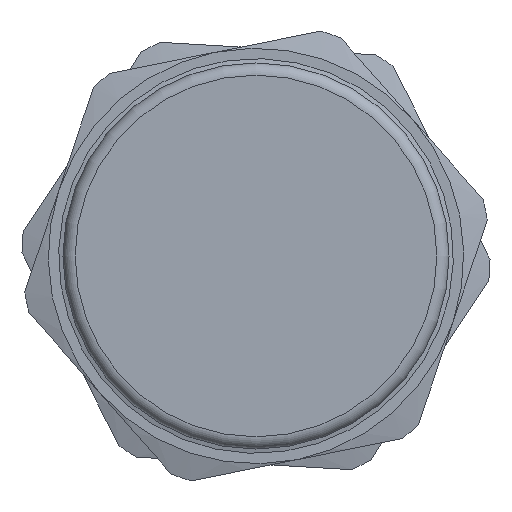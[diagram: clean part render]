
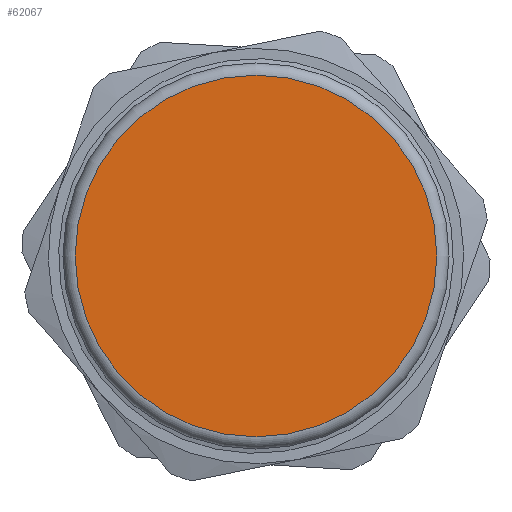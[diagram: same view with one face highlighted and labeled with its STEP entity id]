
A CAD part, left-side view. The second image highlights one B-rep face of the part: STEP entity #62067.
In plain terms, the highlighted planar face has unit normal (-1, 0, 0).
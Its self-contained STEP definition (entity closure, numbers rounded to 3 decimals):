
#62047=CARTESIAN_POINT('',(0.,-7.4,0.0));
#62048=VERTEX_POINT('',#62047);
#62049=CARTESIAN_POINT('',(0.0,0.0,0.0));
#62050=DIRECTION('',(1.0,0.0,0.0));
#62051=DIRECTION('',(0.0,-1.0,0.0));
#62052=AXIS2_PLACEMENT_3D('',#62049,#62050,#62051);
#62053=CIRCLE('',#62052,7.4);
#62054=EDGE_CURVE('',#62048,#62048,#62053,.T.);
#62059=CARTESIAN_POINT('',(0.,-6.588,0.0));
#62060=DIRECTION('',(-1.0,0.0,0.0));
#62061=DIRECTION('',(0.0,0.0,1.0));
#62062=AXIS2_PLACEMENT_3D('',#62059,#62060,#62061);
#62063=PLANE('',#62062);
#62064=ORIENTED_EDGE('',*,*,#62054,.F.);
#62065=EDGE_LOOP('',(#62064));
#62066=FACE_OUTER_BOUND('',#62065,.T.);
#62067=ADVANCED_FACE('',(#62066),#62063,.T.);
